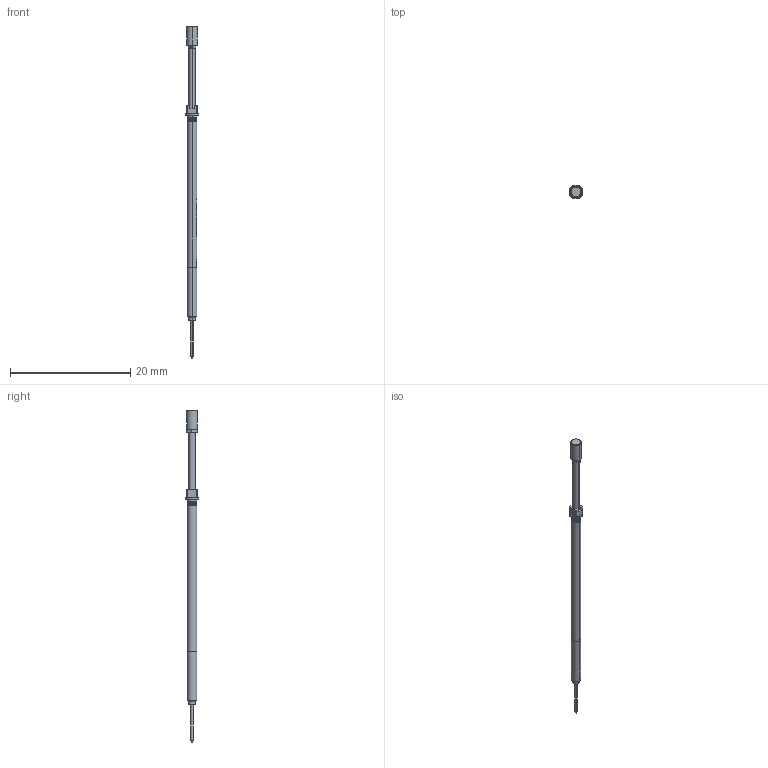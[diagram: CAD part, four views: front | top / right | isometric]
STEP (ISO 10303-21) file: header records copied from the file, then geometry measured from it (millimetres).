
FILE_DESCRIPTION (( 'STEP AP203' ), '1' );
FILE_NAME ('MOD-F37517B180Gxxx.step', '2015-07-09T11:11:22', ( 'firstrun' ), ( 'Hewlett-Packard Company' ), 'SwSTEP 2.0', 'SolidWorks 2012', '' );
FILE_SCHEMA (( 'CONFIG_CONTROL_DESIGN' ));
Length unit declared in the file: millimetre
Products named in the file (1): MOD-F37517B180Gxxx
Bounding box: 2.31 x 2.31 x 55.2 mm (x, y, z)
Volume: 94.3 mm3; surface area: 264.4 mm2
Topology: 1 solids, 1 shells, 202 faces, 521 edges, 340 vertices
Faces by surface type: plane 90, bspline 62, cylinder 34, torus 8, cone 8
Entity records: 9614 total; most frequent: CARTESIAN_POINT 5058, ORIENTED_EDGE 1042, DIRECTION 742, EDGE_CURVE 521, VERTEX_POINT 340, AXIS2_PLACEMENT_3D 279, EDGE_LOOP 221, FACE_OUTER_BOUND 202
